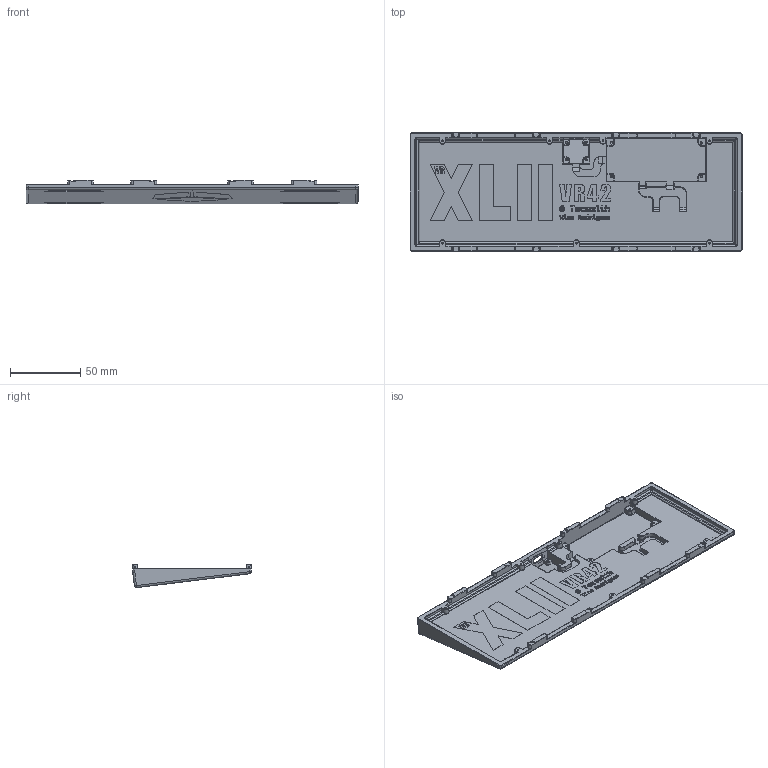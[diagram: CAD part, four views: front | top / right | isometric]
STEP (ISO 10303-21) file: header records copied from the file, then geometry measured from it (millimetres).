
FILE_DESCRIPTION(/* description */ ('','CAx-IF Rec.Pracs.---Representation and Presentation of Product Manufacturing Information (PMI)---4.0---2014-10-13'),/* implementation_level */ '2;1');
FILE_NAME(/* name */ 'Bottom Case.step',/* time_stamp */ '2024-11-23T16:16:26+11:00',/* author */ (''),/* organization */ (''),/* preprocessor_version */ 'ST-DEVELOPER v20',/* originating_system */ 'Autodesk Translation Framework v13.20.0.188',/* authorisation */ '');
FILE_SCHEMA (('AP242_MANAGED_MODEL_BASED_3D_ENGINEERING_MIM_LF { 1 0 10303 442 1 1 4 }'));
Products named in the file (1): Bottom Case
Bounding box: 236.9 x 84.5 x 16.57 mm (x, y, z)
Volume: 89647.7 mm3; surface area: 50432.1 mm2
Topology: 1 solids, 1 shells, 1654 faces, 4378 edges, 2779 vertices
Faces by surface type: bspline 564, plane 474, cylinder 371, torus 179, sphere 51, cone 15
Full cylindrical faces by diameter (mm): 1.271 x7, 1.623 x8
Entity records: 56934 total; most frequent: CARTESIAN_POINT 19506, ORIENTED_EDGE 8716, DIRECTION 6224, EDGE_CURVE 4358, VERTEX_POINT 2779, LINE 2142, VECTOR 2142, AXIS2_PLACEMENT_3D 2041
